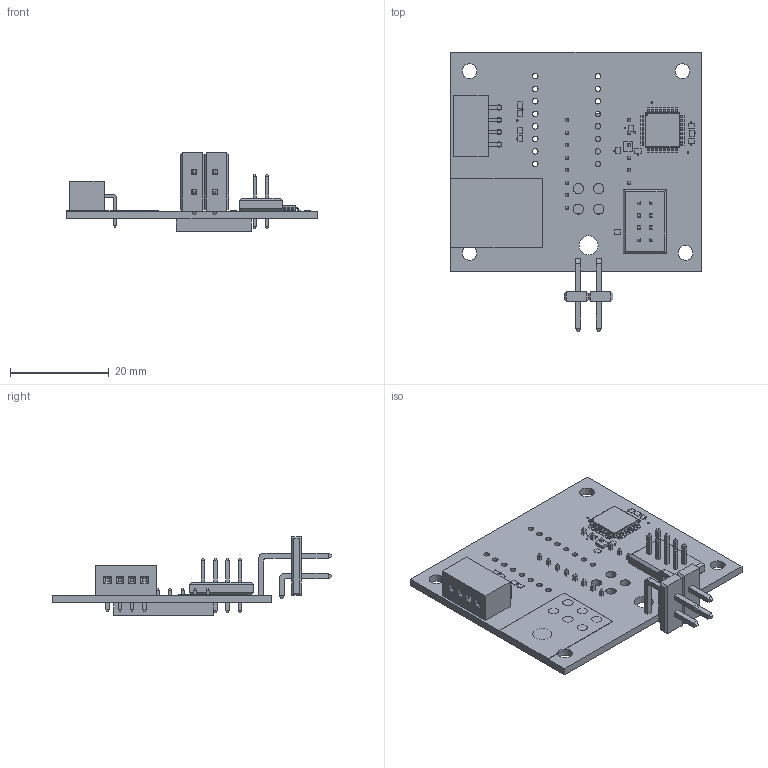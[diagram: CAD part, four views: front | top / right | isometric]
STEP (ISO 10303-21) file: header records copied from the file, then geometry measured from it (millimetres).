
FILE_DESCRIPTION(/* description */ (''),/* implementation_level */ '2;1');
FILE_NAME(/* name */ '97707f7a-ab11-4e06-97ca-693e9b79b82e.stp',/* time_stamp */ '2020-02-17T16:29:49+00:00',/* author */ (''),/* organization */ (''),/* preprocessor_version */ 'ST-DEVELOPER v18',/* originating_system */ 'Autodesk Translation Framework v8.12.0.6',/* authorisation */ '');
FILE_SCHEMA (('AUTOMOTIVE_DESIGN { 1 0 10303 214 3 1 1 }'));
Length unit declared in the file: millimetre
Products named in the file (11): 97707f7a-ab11-4e06-97ca-693e9b79b82e; PCB Component; Board; STEPPER_DRIVER; 10k; 1-770969-0; 1-770968-0; DF1BZ-8DP-2.5DSA; S4B-XH-A; ATMEGA328PB32-TQFP; 16Meg
Assembly tree (20 placements, depth 3):
  97707f7a-ab11-4e06-97ca-693e9b79b82e
    PCB Component
      Board
      STEPPER_DRIVER
      10k  x11
      1-770969-0
      1-770968-0
      DF1BZ-8DP-2.5DSA
      S4B-XH-A
      ATMEGA328PB32-TQFP
      16Meg
Bounding box: 50.8 x 56.62 x 15.97 mm (x, y, z)
Volume: 5403.6 mm3; surface area: 8302.2 mm2
Topology: 19 solids, 19 shells, 1251 faces, 3049 edges, 1937 vertices
Faces by surface type: plane 1047, cylinder 204
Full cylindrical faces by diameter (mm): 0.203 x7, 0.3 x1, 0.35 x8, 1.1 x8, 1.105 x20, 2.07 x10, 3 x4, 3.86 x2
Entity records: 36273 total; most frequent: CARTESIAN_POINT 6008, ORIENTED_EDGE 5858, DIRECTION 5782, EDGE_CURVE 2929, LINE 2520, VECTOR 2520, VERTEX_POINT 1857, AXIS2_PLACEMENT_3D 1631
